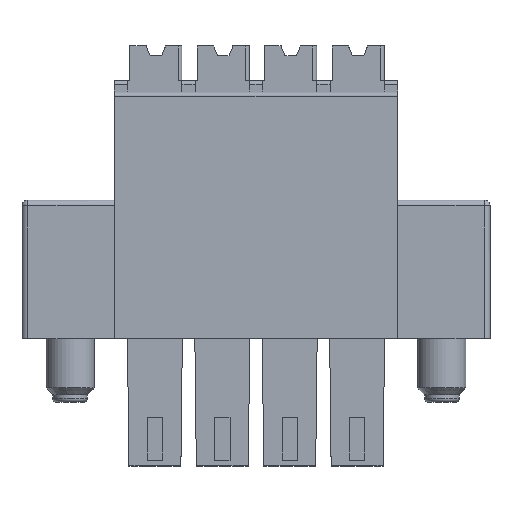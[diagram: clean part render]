
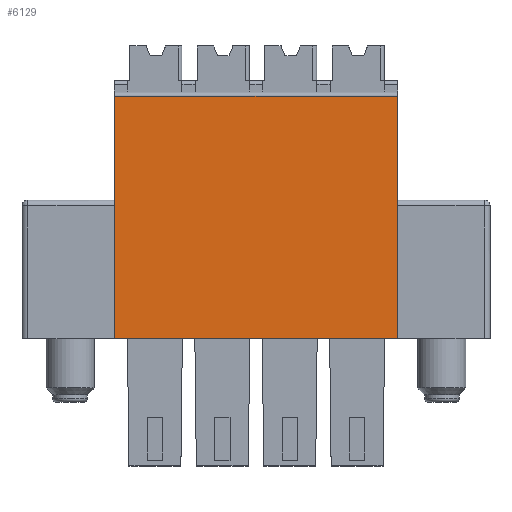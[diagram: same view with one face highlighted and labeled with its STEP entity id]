
A CAD part, top view. The second image highlights one B-rep face of the part: STEP entity #6129.
In plain terms, the highlighted planar face has unit normal (0, 0, 1).
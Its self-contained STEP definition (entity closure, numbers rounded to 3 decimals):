
#991=DIRECTION('',(-1.,0.,0.));
#992=VECTOR('',#991,14.7);
#993=CARTESIAN_POINT('',(19.5,6.6,0.));
#994=LINE('',#993,#992);
#995=DIRECTION('',(0.,1.,0.));
#996=VECTOR('',#995,12.6);
#997=CARTESIAN_POINT('',(4.8,6.6,0.));
#998=LINE('',#997,#996);
#1003=DIRECTION('',(-1.,0.,0.));
#1004=VECTOR('',#1003,3.85);
#1005=CARTESIAN_POINT('',(19.5,19.2,0.));
#1006=LINE('',#1005,#1004);
#1007=DIRECTION('',(-1.,0.,0.));
#1008=VECTOR('',#1007,3.5);
#1009=CARTESIAN_POINT('',(15.65,19.2,0.));
#1010=LINE('',#1009,#1008);
#1011=DIRECTION('',(-1.,0.,0.));
#1012=VECTOR('',#1011,3.5);
#1013=CARTESIAN_POINT('',(12.15,19.2,0.));
#1014=LINE('',#1013,#1012);
#1015=DIRECTION('',(-1.,0.,0.));
#1016=VECTOR('',#1015,3.85);
#1017=CARTESIAN_POINT('',(8.65,19.2,0.));
#1018=LINE('',#1017,#1016);
#1343=DIRECTION('',(0.,1.,0.));
#1344=VECTOR('',#1343,12.6);
#1345=CARTESIAN_POINT('',(19.5,6.6,0.));
#1346=LINE('',#1345,#1344);
#3640=CARTESIAN_POINT('',(4.8,19.2,0.));
#3642=VERTEX_POINT('',#3640);
#3649=CARTESIAN_POINT('',(4.8,6.6,0.));
#3650=VERTEX_POINT('',#3649);
#4318=CARTESIAN_POINT('',(19.5,6.6,0.));
#4320=VERTEX_POINT('',#4318);
#4329=CARTESIAN_POINT('',(19.5,19.2,0.));
#4330=VERTEX_POINT('',#4329);
#4621=CARTESIAN_POINT('',(8.65,19.2,0.));
#4622=VERTEX_POINT('',#4621);
#4639=CARTESIAN_POINT('',(12.15,19.2,0.));
#4640=VERTEX_POINT('',#4639);
#4653=CARTESIAN_POINT('',(15.65,19.2,0.));
#4654=VERTEX_POINT('',#4653);
#6110=CARTESIAN_POINT('',(6.725,12.9,0.));
#6111=DIRECTION('',(0.,0.,1.));
#6112=DIRECTION('',(0.,-1.,0.));
#6113=AXIS2_PLACEMENT_3D('',#6110,#6111,#6112);
#6114=PLANE('',#6113);
#6116=ORIENTED_EDGE('',*,*,#6115,.F.);
#6118=ORIENTED_EDGE('',*,*,#6117,.F.);
#6120=ORIENTED_EDGE('',*,*,#6119,.F.);
#6121=ORIENTED_EDGE('',*,*,#4886,.T.);
#6122=ORIENTED_EDGE('',*,*,#4846,.T.);
#6124=ORIENTED_EDGE('',*,*,#6123,.F.);
#6126=ORIENTED_EDGE('',*,*,#6125,.F.);
#6127=EDGE_LOOP('',(#6116,#6118,#6120,#6121,#6122,#6124,#6126));
#6128=FACE_OUTER_BOUND('',#6127,.F.);
#4846=EDGE_CURVE('',#3650,#3642,#998,.T.);
#4886=EDGE_CURVE('',#4320,#3650,#994,.T.);
#6115=EDGE_CURVE('',#4654,#4640,#1010,.T.);
#6117=EDGE_CURVE('',#4330,#4654,#1006,.T.);
#6119=EDGE_CURVE('',#4320,#4330,#1346,.T.);
#6123=EDGE_CURVE('',#4622,#3642,#1018,.T.);
#6125=EDGE_CURVE('',#4640,#4622,#1014,.T.);
#6129=ADVANCED_FACE('',(#6128),#6114,.T.);
